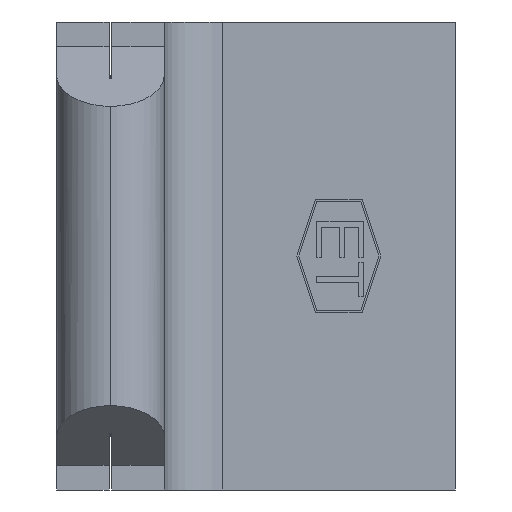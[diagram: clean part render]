
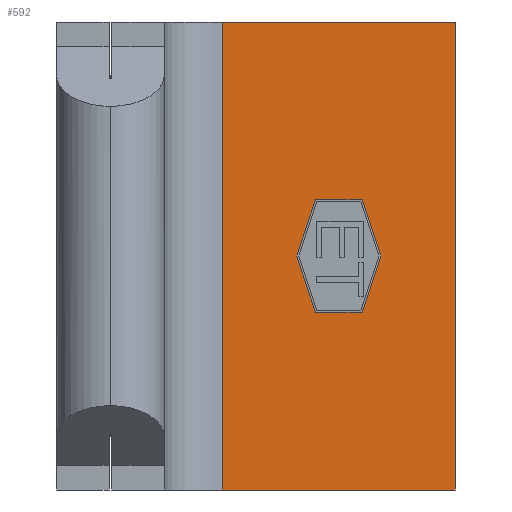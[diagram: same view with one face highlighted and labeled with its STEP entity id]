
A CAD part, left-side view. The second image highlights one B-rep face of the part: STEP entity #592.
In plain terms, the highlighted planar face has unit normal (-1, 0, 0).
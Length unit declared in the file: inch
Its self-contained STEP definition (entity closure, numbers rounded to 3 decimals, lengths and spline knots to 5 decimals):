
#38 = VERTEX_POINT ( 'NONE', #553 ) ;
#39 = CARTESIAN_POINT ( 'NONE',  ( 0.68125, -0.1445, 0. ) ) ;
#52 = LINE ( 'NONE', #1238, #1133 ) ;
#82 = EDGE_CURVE ( 'NONE', #1884, #308, #871, .T. ) ;
#163 = VERTEX_POINT ( 'NONE', #2415 ) ;
#165 = AXIS2_PLACEMENT_3D ( 'NONE', #1505, #1199, #1193 ) ;
#308 = VERTEX_POINT ( 'NONE', #2069 ) ;
#346 = CARTESIAN_POINT ( 'NONE',  ( 0.68125, -0.18425, 0.125 ) ) ;
#355 = DIRECTION ( 'NONE',  ( 0., 0., -1. ) ) ;
#361 = ORIENTED_EDGE ( 'NONE', *, *, #2390, .F. ) ;
#365 = ORIENTED_EDGE ( 'NONE', *, *, #1548, .F. ) ;
#371 = ORIENTED_EDGE ( 'NONE', *, *, #2157, .F. ) ;
#383 = ORIENTED_EDGE ( 'NONE', *, *, #2073, .F. ) ;
#394 = ORIENTED_EDGE ( 'NONE', *, *, #862, .F. ) ;
#405 = ORIENTED_EDGE ( 'NONE', *, *, #2196, .F. ) ;
#422 = ORIENTED_EDGE ( 'NONE', *, *, #1197, .T. ) ;
#427 = ORIENTED_EDGE ( 'NONE', *, *, #82, .F. ) ;
#432 = LINE ( 'NONE', #1233, #2294 ) ;
#434 = VECTOR ( 'NONE', #2378, 39.37008 ) ;
#444 = ORIENTED_EDGE ( 'NONE', *, *, #1534, .F. ) ;
#452 = ORIENTED_EDGE ( 'NONE', *, *, #597, .T. ) ;
#544 = CARTESIAN_POINT ( 'NONE',  ( 0.68125, -0.05975, -0.125 ) ) ;
#553 = CARTESIAN_POINT ( 'NONE',  ( 0.68125, -0.0995, 0. ) ) ;
#589 = VECTOR ( 'NONE', #1265, 39.37008 ) ;
#592 = ADVANCED_FACE ( 'NONE', ( #2396, #991 ), #1219, .F. ) ;
#597 = EDGE_CURVE ( 'NONE', #163, #1779, #926, .T. ) ;
#620 = DIRECTION ( 'NONE',  ( 0., -1., 0. ) ) ;
#651 = LINE ( 'NONE', #1640, #589 ) ;
#781 = DIRECTION ( 'NONE',  ( 0., -0.316, -0.949 ) ) ;
#792 = LINE ( 'NONE', #1876, #1676 ) ;
#793 = CARTESIAN_POINT ( 'NONE',  ( 0.68125, -0.1345, -0.03 ) ) ;
#838 = VECTOR ( 'NONE', #355, 39.37008 ) ;
#862 = EDGE_CURVE ( 'NONE', #2176, #38, #1391, .T. ) ;
#871 = LINE ( 'NONE', #346, #838 ) ;
#919 = VECTOR ( 'NONE', #2277, 39.37008 ) ;
#926 = LINE ( 'NONE', #979, #1892 ) ;
#934 = VERTEX_POINT ( 'NONE', #1486 ) ;
#941 = DIRECTION ( 'NONE',  ( 0., 0., -1. ) ) ;
#979 = CARTESIAN_POINT ( 'NONE',  ( 0.68125, -0.05975, 0.125 ) ) ;
#991 = FACE_OUTER_BOUND ( 'NONE', #1065, .T. ) ;
#1003 = EDGE_LOOP ( 'NONE', ( #361, #365, #371, #383, #394, #405 ) ) ;
#1065 = EDGE_LOOP ( 'NONE', ( #422, #427, #444, #452 ) ) ;
#1122 = VERTEX_POINT ( 'NONE', #793 ) ;
#1133 = VECTOR ( 'NONE', #1185, 39.37008 ) ;
#1151 = CARTESIAN_POINT ( 'NONE',  ( 0.68125, -0.18425, 0.125 ) ) ;
#1185 = DIRECTION ( 'NONE',  ( 0., 1., 0. ) ) ;
#1193 = DIRECTION ( 'NONE',  ( 0., 1., 0. ) ) ;
#1197 = EDGE_CURVE ( 'NONE', #1779, #308, #2163, .T. ) ;
#1199 = DIRECTION ( 'NONE',  ( 1., 0., 0. ) ) ;
#1219 = PLANE ( 'NONE',  #165 ) ;
#1233 = CARTESIAN_POINT ( 'NONE',  ( 0.68125, -0.0995, 0. ) ) ;
#1238 = CARTESIAN_POINT ( 'NONE',  ( 0.68125, -0.1345, 0.03 ) ) ;
#1261 = CARTESIAN_POINT ( 'NONE',  ( 0.68125, -0.1345, 0.03 ) ) ;
#1265 = DIRECTION ( 'NONE',  ( 0., 0.316, 0.949 ) ) ;
#1355 = LINE ( 'NONE', #39, #919 ) ;
#1391 = LINE ( 'NONE', #1903, #1781 ) ;
#1414 = LINE ( 'NONE', #2399, #434 ) ;
#1486 = CARTESIAN_POINT ( 'NONE',  ( 0.68125, -0.1445, 0. ) ) ;
#1505 = CARTESIAN_POINT ( 'NONE',  ( 0.68125, -0.05975, 0.125 ) ) ;
#1534 = EDGE_CURVE ( 'NONE', #163, #1884, #1414, .T. ) ;
#1539 = VERTEX_POINT ( 'NONE', #2352 ) ;
#1548 = EDGE_CURVE ( 'NONE', #1122, #934, #1355, .T. ) ;
#1549 = CARTESIAN_POINT ( 'NONE',  ( 0.68125, -0.05975, -0.125 ) ) ;
#1624 = CARTESIAN_POINT ( 'NONE',  ( 0.68125, -0.1095, 0.03 ) ) ;
#1640 = CARTESIAN_POINT ( 'NONE',  ( 0.68125, -0.1445, 0. ) ) ;
#1676 = VECTOR ( 'NONE', #1821, 39.37008 ) ;
#1723 = DIRECTION ( 'NONE',  ( 0., 0.316, -0.949 ) ) ;
#1739 = VECTOR ( 'NONE', #620, 39.37008 ) ;
#1779 = VERTEX_POINT ( 'NONE', #1549 ) ;
#1781 = VECTOR ( 'NONE', #1723, 39.37008 ) ;
#1821 = DIRECTION ( 'NONE',  ( 0., -1., 0. ) ) ;
#1876 = CARTESIAN_POINT ( 'NONE',  ( 0.68125, -0.1345, -0.03 ) ) ;
#1884 = VERTEX_POINT ( 'NONE', #1151 ) ;
#1890 = VERTEX_POINT ( 'NONE', #1261 ) ;
#1892 = VECTOR ( 'NONE', #941, 39.37008 ) ;
#1903 = CARTESIAN_POINT ( 'NONE',  ( 0.68125, -0.0995, 0. ) ) ;
#2069 = CARTESIAN_POINT ( 'NONE',  ( 0.68125, -0.18425, -0.125 ) ) ;
#2073 = EDGE_CURVE ( 'NONE', #38, #1539, #432, .T. ) ;
#2157 = EDGE_CURVE ( 'NONE', #1539, #1122, #792, .T. ) ;
#2163 = LINE ( 'NONE', #544, #1739 ) ;
#2176 = VERTEX_POINT ( 'NONE', #1624 ) ;
#2196 = EDGE_CURVE ( 'NONE', #1890, #2176, #52, .T. ) ;
#2277 = DIRECTION ( 'NONE',  ( 0., -0.316, 0.949 ) ) ;
#2294 = VECTOR ( 'NONE', #781, 39.37008 ) ;
#2352 = CARTESIAN_POINT ( 'NONE',  ( 0.68125, -0.1095, -0.03 ) ) ;
#2378 = DIRECTION ( 'NONE',  ( 0., -1., 0. ) ) ;
#2390 = EDGE_CURVE ( 'NONE', #934, #1890, #651, .T. ) ;
#2396 = FACE_BOUND ( 'NONE', #1003, .T. ) ;
#2399 = CARTESIAN_POINT ( 'NONE',  ( 0.68125, -0.05975, 0.125 ) ) ;
#2415 = CARTESIAN_POINT ( 'NONE',  ( 0.68125, -0.05975, 0.125 ) ) ;
